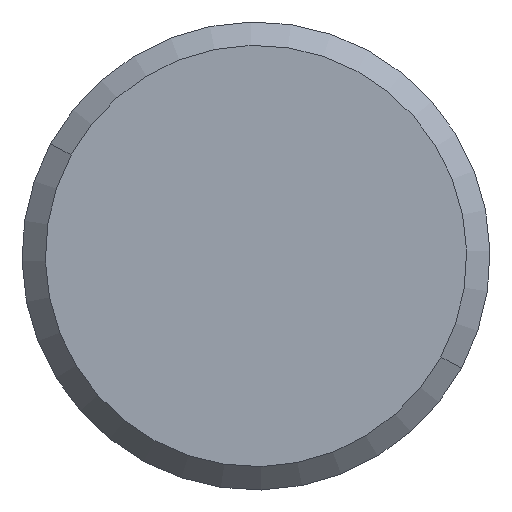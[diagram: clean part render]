
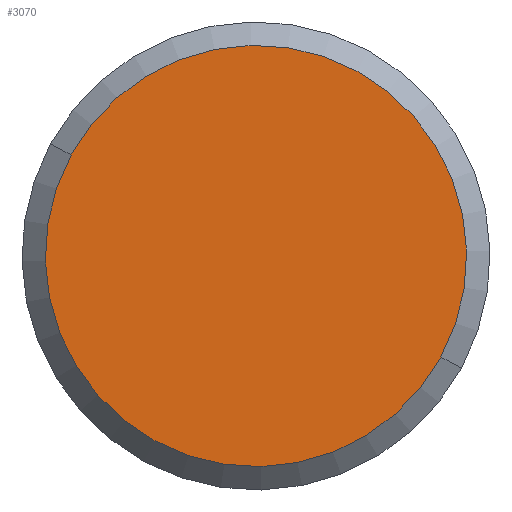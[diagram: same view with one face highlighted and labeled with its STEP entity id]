
A CAD part, front view. The second image highlights one B-rep face of the part: STEP entity #3070.
In plain terms, the highlighted planar face has unit normal (0, -1, 0).
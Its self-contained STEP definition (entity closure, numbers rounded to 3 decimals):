
#1420=CARTESIAN_POINT('',(3.949,-139.3,-122.157));
#1430=VERTEX_POINT('',#1420);
#1510=CARTESIAN_POINT('',(-3.949,-139.3,-117.843));
#1520=VERTEX_POINT('',#1510);
#1550=CARTESIAN_POINT('',(0.,-139.3,-120.));
#1560=DIRECTION('',(0.,-1.,0.));
#1570=DIRECTION('',(0.878,0.,
-0.479));
#1580=AXIS2_PLACEMENT_3D('',#1550,#1560,#1570);
#1590=CIRCLE('',#1580,4.5);
#1600=EDGE_CURVE('',#1520,#1430,#1590,.T.);
#2970=CARTESIAN_POINT('',(-4.5,-139.3,-120.));
#2980=DIRECTION('',(0.,1.,0.));
#2990=DIRECTION('',(1.,0.,0.));
#3000=AXIS2_PLACEMENT_3D('',#2970,#2980,#2990);
#3010=PLANE('',#3000);
#3020=EDGE_CURVE('',#1430,#1520,#1590,.T.);
#3030=ORIENTED_EDGE('',*,*,#3020,.T.);
#3040=ORIENTED_EDGE('',*,*,#1600,.T.);
#3050=EDGE_LOOP('',(#3040,#3030));
#3060=FACE_OUTER_BOUND('',#3050,.T.);
#3070=ADVANCED_FACE('',(#3060),#3010,.F.);
